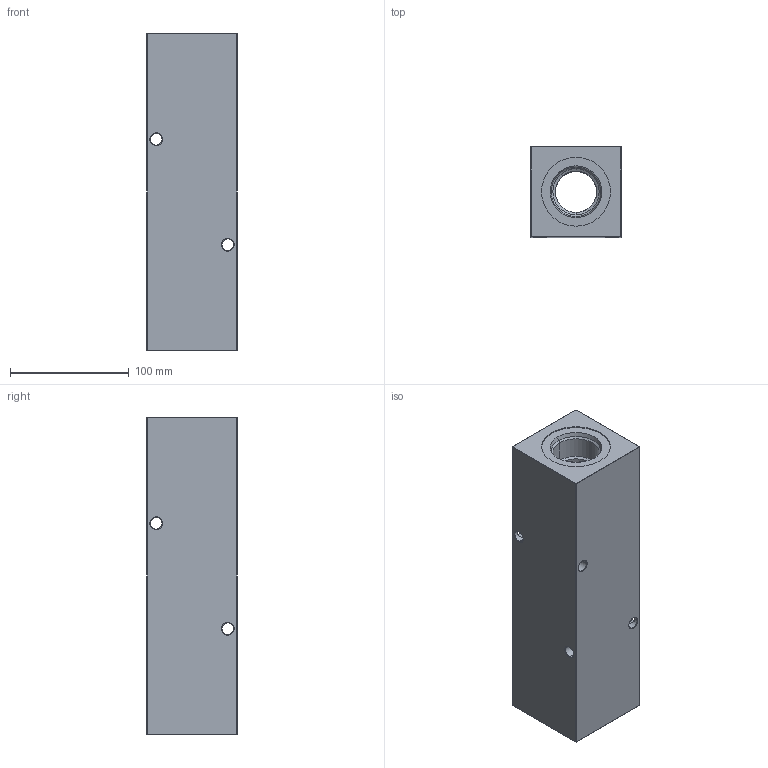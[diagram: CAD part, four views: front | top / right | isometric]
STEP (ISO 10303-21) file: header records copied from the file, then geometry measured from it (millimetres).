
FILE_DESCRIPTION (( 'STEP AP203' ), '1' );
FILE_NAME ('HM-3-90-S-20-20.STEP', '2020-11-09T23:45:32', ( '' ), ( '' ), 'SwSTEP 2.0', 'SolidWorks 2019', '' );
FILE_SCHEMA (( 'CONFIG_CONTROL_DESIGN' ));
Products named in the file (1): HM-3-90-S-20-20
Bounding box: 76.2 x 76.2 x 266.7 mm (x, y, z)
Volume: 1080158.3 mm3; surface area: 131701.1 mm2
Topology: 1 solids, 1 shells, 608 faces, 1576 edges, 1015 vertices
Faces by surface type: plane 240, bspline 221, cylinder 74, cone 73
Entity records: 29903 total; most frequent: CARTESIAN_POINT 16573, ORIENTED_EDGE 3152, DIRECTION 1984, EDGE_CURVE 1576, VERTEX_POINT 1015, VECTOR 860, LINE 860, EDGE_LOOP 679
